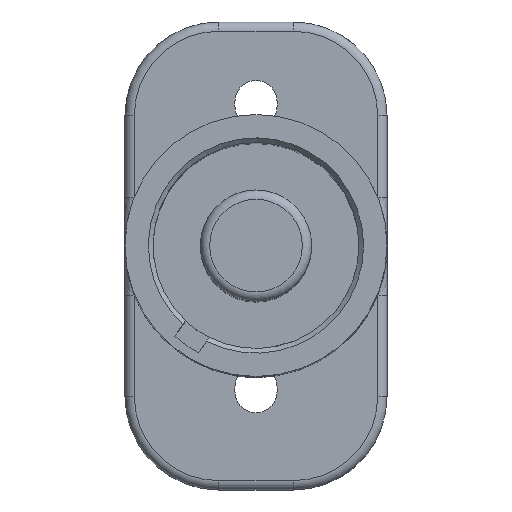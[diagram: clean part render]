
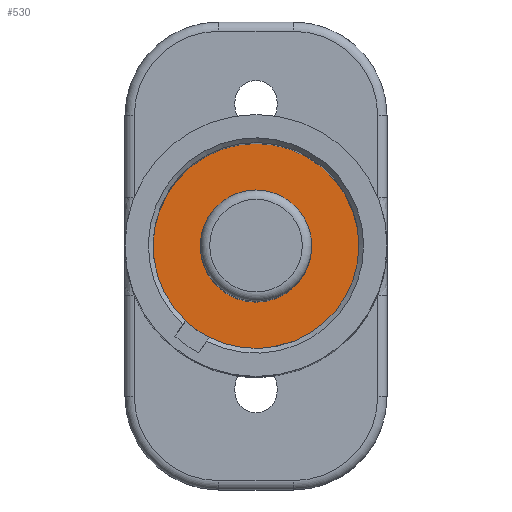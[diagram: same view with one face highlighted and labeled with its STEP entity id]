
A CAD part, top view. The second image highlights one B-rep face of the part: STEP entity #530.
In plain terms, the highlighted planar face has unit normal (0, 0, 1).
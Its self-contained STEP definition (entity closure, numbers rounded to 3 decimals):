
#346 = VERTEX_POINT ( 'NONE', #2897 ) ;
#530 = ADVANCED_FACE ( 'NONE', ( #4416, #6951 ), #5914, .T. ) ;
#727 = EDGE_CURVE ( 'NONE', #346, #346, #7547, .T. ) ;
#773 = CIRCLE ( 'NONE', #7823, 11. ) ;
#885 = DIRECTION ( 'NONE',  ( 1., 0., 0. ) ) ;
#2359 = EDGE_CURVE ( 'NONE', #5447, #5447, #773, .T. ) ;
#2897 = CARTESIAN_POINT ( 'NONE',  ( 19.95, -24., 12. ) ) ;
#3391 = EDGE_LOOP ( 'NONE', ( #4072 ) ) ;
#3440 = CARTESIAN_POINT ( 'NONE',  ( 12.5, -23.5, 12. ) ) ;
#3571 = ORIENTED_EDGE ( 'NONE', *, *, #2359, .T. ) ;
#4072 = ORIENTED_EDGE ( 'NONE', *, *, #727, .F. ) ;
#4100 = DIRECTION ( 'NONE',  ( 0., 0., 1. ) ) ;
#4416 = FACE_BOUND ( 'NONE', #3391, .T. ) ;
#4429 = EDGE_LOOP ( 'NONE', ( #3571 ) ) ;
#4670 = DIRECTION ( 'NONE',  ( 0., 0., 1. ) ) ;
#5218 = CARTESIAN_POINT ( 'NONE',  ( 14., -24., 12. ) ) ;
#5447 = VERTEX_POINT ( 'NONE', #7973 ) ;
#5914 = PLANE ( 'NONE',  #6873 ) ;
#6461 = DIRECTION ( 'NONE',  ( 1., 0., 0. ) ) ;
#6561 = CARTESIAN_POINT ( 'NONE',  ( 14., -24., 12. ) ) ;
#6873 = AXIS2_PLACEMENT_3D ( 'NONE', #3440, #7268, #885 ) ;
#6951 = FACE_OUTER_BOUND ( 'NONE', #4429, .T. ) ;
#7142 = AXIS2_PLACEMENT_3D ( 'NONE', #6561, #4100, #7839 ) ;
#7268 = DIRECTION ( 'NONE',  ( 0., 0., 1. ) ) ;
#7547 = CIRCLE ( 'NONE', #7142, 5.95 ) ;
#7823 = AXIS2_PLACEMENT_3D ( 'NONE', #5218, #4670, #6461 ) ;
#7839 = DIRECTION ( 'NONE',  ( 1., 0., 0. ) ) ;
#7973 = CARTESIAN_POINT ( 'NONE',  ( 25., -24., 12. ) ) ;
